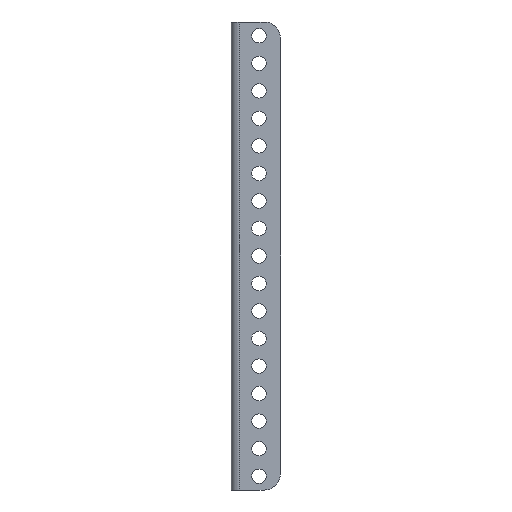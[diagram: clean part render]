
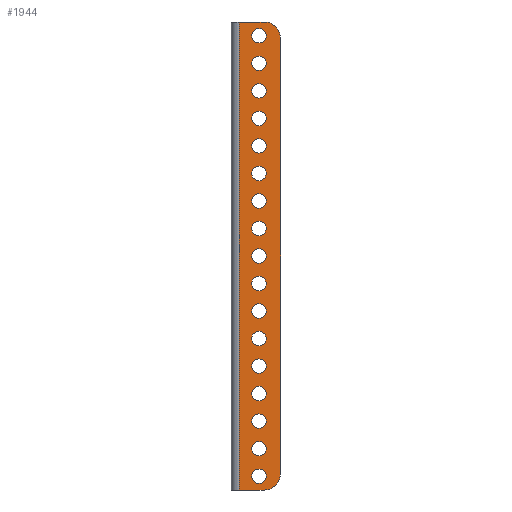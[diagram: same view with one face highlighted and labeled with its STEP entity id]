
A CAD part, left-side view. The second image highlights one B-rep face of the part: STEP entity #1944.
In plain terms, the highlighted planar face has unit normal (-1, 0, 0).
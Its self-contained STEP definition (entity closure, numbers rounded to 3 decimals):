
#176=FACE_BOUND('',#539,.T.);
#177=FACE_BOUND('',#540,.T.);
#178=FACE_BOUND('',#541,.T.);
#179=FACE_BOUND('',#542,.T.);
#180=FACE_BOUND('',#543,.T.);
#181=FACE_BOUND('',#544,.T.);
#182=FACE_BOUND('',#545,.T.);
#183=FACE_BOUND('',#546,.T.);
#184=FACE_BOUND('',#547,.T.);
#185=FACE_BOUND('',#548,.T.);
#186=FACE_BOUND('',#549,.T.);
#187=FACE_BOUND('',#550,.T.);
#188=FACE_BOUND('',#551,.T.);
#189=FACE_BOUND('',#552,.T.);
#190=FACE_BOUND('',#553,.T.);
#191=FACE_BOUND('',#554,.T.);
#192=FACE_BOUND('',#555,.T.);
#367=FACE_OUTER_BOUND('',#538,.T.);
#538=EDGE_LOOP('',(#1596,#1597,#1598,#1599,#1600,#1601));
#539=EDGE_LOOP('',(#1602));
#540=EDGE_LOOP('',(#1603));
#541=EDGE_LOOP('',(#1604));
#542=EDGE_LOOP('',(#1605));
#543=EDGE_LOOP('',(#1606));
#544=EDGE_LOOP('',(#1607));
#545=EDGE_LOOP('',(#1608));
#546=EDGE_LOOP('',(#1609));
#547=EDGE_LOOP('',(#1610));
#548=EDGE_LOOP('',(#1611));
#549=EDGE_LOOP('',(#1612));
#550=EDGE_LOOP('',(#1613));
#551=EDGE_LOOP('',(#1614));
#552=EDGE_LOOP('',(#1615));
#553=EDGE_LOOP('',(#1616));
#554=EDGE_LOOP('',(#1617));
#555=EDGE_LOOP('',(#1618));
#902=CIRCLE('',#2128,4.8);
#903=CIRCLE('',#2129,4.8);
#904=CIRCLE('',#2130,2.1);
#905=CIRCLE('',#2131,2.1);
#906=CIRCLE('',#2132,2.1);
#907=CIRCLE('',#2133,2.1);
#908=CIRCLE('',#2134,2.1);
#909=CIRCLE('',#2135,2.1);
#910=CIRCLE('',#2136,2.1);
#911=CIRCLE('',#2137,2.1);
#912=CIRCLE('',#2138,2.1);
#913=CIRCLE('',#2139,2.1);
#914=CIRCLE('',#2140,2.1);
#915=CIRCLE('',#2141,2.1);
#916=CIRCLE('',#2142,2.1);
#917=CIRCLE('',#2143,2.1);
#918=CIRCLE('',#2144,2.1);
#919=CIRCLE('',#2145,2.1);
#920=CIRCLE('',#2146,2.1);
#1015=LINE('',#2964,#1047);
#1021=LINE('',#2985,#1053);
#1030=LINE('',#3146,#1062);
#1031=LINE('',#3149,#1063);
#1047=VECTOR('',#2347,7.16);
#1053=VECTOR('',#2363,7.16);
#1062=VECTOR('',#2524,136.);
#1063=VECTOR('',#2527,126.4);
#1081=VERTEX_POINT('',#2961);
#1082=VERTEX_POINT('',#2963);
#1091=VERTEX_POINT('',#2982);
#1092=VERTEX_POINT('',#2984);
#1168=VERTEX_POINT('',#3144);
#1169=VERTEX_POINT('',#3147);
#1170=VERTEX_POINT('',#3150);
#1171=VERTEX_POINT('',#3152);
#1172=VERTEX_POINT('',#3154);
#1173=VERTEX_POINT('',#3156);
#1174=VERTEX_POINT('',#3158);
#1175=VERTEX_POINT('',#3160);
#1176=VERTEX_POINT('',#3162);
#1177=VERTEX_POINT('',#3164);
#1178=VERTEX_POINT('',#3166);
#1179=VERTEX_POINT('',#3168);
#1180=VERTEX_POINT('',#3170);
#1181=VERTEX_POINT('',#3172);
#1182=VERTEX_POINT('',#3174);
#1183=VERTEX_POINT('',#3176);
#1184=VERTEX_POINT('',#3178);
#1185=VERTEX_POINT('',#3180);
#1186=VERTEX_POINT('',#3182);
#1283=EDGE_CURVE('',#1082,#1081,#1015,.T.);
#1293=EDGE_CURVE('',#1091,#1092,#1021,.T.);
#1374=EDGE_CURVE('',#1168,#1092,#902,.T.);
#1375=EDGE_CURVE('',#1091,#1082,#1030,.T.);
#1376=EDGE_CURVE('',#1081,#1169,#903,.T.);
#1377=EDGE_CURVE('',#1169,#1168,#1031,.T.);
#1378=EDGE_CURVE('',#1170,#1170,#904,.T.);
#1379=EDGE_CURVE('',#1171,#1171,#905,.T.);
#1380=EDGE_CURVE('',#1172,#1172,#906,.T.);
#1381=EDGE_CURVE('',#1173,#1173,#907,.T.);
#1382=EDGE_CURVE('',#1174,#1174,#908,.T.);
#1383=EDGE_CURVE('',#1175,#1175,#909,.T.);
#1384=EDGE_CURVE('',#1176,#1176,#910,.T.);
#1385=EDGE_CURVE('',#1177,#1177,#911,.T.);
#1386=EDGE_CURVE('',#1178,#1178,#912,.T.);
#1387=EDGE_CURVE('',#1179,#1179,#913,.T.);
#1388=EDGE_CURVE('',#1180,#1180,#914,.T.);
#1389=EDGE_CURVE('',#1181,#1181,#915,.T.);
#1390=EDGE_CURVE('',#1182,#1182,#916,.T.);
#1391=EDGE_CURVE('',#1183,#1183,#917,.T.);
#1392=EDGE_CURVE('',#1184,#1184,#918,.T.);
#1393=EDGE_CURVE('',#1185,#1185,#919,.T.);
#1394=EDGE_CURVE('',#1186,#1186,#920,.T.);
#1596=ORIENTED_EDGE('',*,*,#1374,.T.);
#1597=ORIENTED_EDGE('',*,*,#1293,.F.);
#1598=ORIENTED_EDGE('',*,*,#1375,.T.);
#1599=ORIENTED_EDGE('',*,*,#1283,.T.);
#1600=ORIENTED_EDGE('',*,*,#1376,.T.);
#1601=ORIENTED_EDGE('',*,*,#1377,.T.);
#1602=ORIENTED_EDGE('',*,*,#1378,.F.);
#1603=ORIENTED_EDGE('',*,*,#1379,.F.);
#1604=ORIENTED_EDGE('',*,*,#1380,.F.);
#1605=ORIENTED_EDGE('',*,*,#1381,.F.);
#1606=ORIENTED_EDGE('',*,*,#1382,.F.);
#1607=ORIENTED_EDGE('',*,*,#1383,.F.);
#1608=ORIENTED_EDGE('',*,*,#1384,.F.);
#1609=ORIENTED_EDGE('',*,*,#1385,.F.);
#1610=ORIENTED_EDGE('',*,*,#1386,.F.);
#1611=ORIENTED_EDGE('',*,*,#1387,.F.);
#1612=ORIENTED_EDGE('',*,*,#1388,.F.);
#1613=ORIENTED_EDGE('',*,*,#1389,.F.);
#1614=ORIENTED_EDGE('',*,*,#1390,.F.);
#1615=ORIENTED_EDGE('',*,*,#1391,.F.);
#1616=ORIENTED_EDGE('',*,*,#1392,.F.);
#1617=ORIENTED_EDGE('',*,*,#1393,.F.);
#1618=ORIENTED_EDGE('',*,*,#1394,.F.);
#1934=PLANE('',#2127);
#1944=ADVANCED_FACE('',(#367,#176,#177,#178,#179,#180,#181,#182,#183,#184,
#185,#186,#187,#188,#189,#190,#191,#192),#1934,.T.);
#2127=AXIS2_PLACEMENT_3D('',#3143,#2520,#2521);
#2128=AXIS2_PLACEMENT_3D('',#3145,#2522,#2523);
#2129=AXIS2_PLACEMENT_3D('',#3148,#2525,#2526);
#2130=AXIS2_PLACEMENT_3D('',#3151,#2528,#2529);
#2131=AXIS2_PLACEMENT_3D('',#3153,#2530,#2531);
#2132=AXIS2_PLACEMENT_3D('',#3155,#2532,#2533);
#2133=AXIS2_PLACEMENT_3D('',#3157,#2534,#2535);
#2134=AXIS2_PLACEMENT_3D('',#3159,#2536,#2537);
#2135=AXIS2_PLACEMENT_3D('',#3161,#2538,#2539);
#2136=AXIS2_PLACEMENT_3D('',#3163,#2540,#2541);
#2137=AXIS2_PLACEMENT_3D('',#3165,#2542,#2543);
#2138=AXIS2_PLACEMENT_3D('',#3167,#2544,#2545);
#2139=AXIS2_PLACEMENT_3D('',#3169,#2546,#2547);
#2140=AXIS2_PLACEMENT_3D('',#3171,#2548,#2549);
#2141=AXIS2_PLACEMENT_3D('',#3173,#2550,#2551);
#2142=AXIS2_PLACEMENT_3D('',#3175,#2552,#2553);
#2143=AXIS2_PLACEMENT_3D('',#3177,#2554,#2555);
#2144=AXIS2_PLACEMENT_3D('',#3179,#2556,#2557);
#2145=AXIS2_PLACEMENT_3D('',#3181,#2558,#2559);
#2146=AXIS2_PLACEMENT_3D('',#3183,#2560,#2561);
#2347=DIRECTION('',(0.,-1.,0.));
#2363=DIRECTION('',(0.,-1.,0.));
#2520=DIRECTION('center_axis',(-1.,0.,0.));
#2521=DIRECTION('ref_axis',(0.,0.,1.));
#2522=DIRECTION('center_axis',(-1.,0.,0.));
#2523=DIRECTION('ref_axis',(0.,-1.,0.));
#2524=DIRECTION('',(0.,0.,-1.));
#2525=DIRECTION('center_axis',(-1.,0.,0.));
#2526=DIRECTION('ref_axis',(0.,0.,-1.));
#2527=DIRECTION('',(0.,0.,1.));
#2528=DIRECTION('center_axis',(-1.,0.,0.));
#2529=DIRECTION('ref_axis',(0.,-1.,0.));
#2530=DIRECTION('center_axis',(-1.,0.,0.));
#2531=DIRECTION('ref_axis',(0.,-1.,0.));
#2532=DIRECTION('center_axis',(-1.,0.,0.));
#2533=DIRECTION('ref_axis',(0.,-1.,0.));
#2534=DIRECTION('center_axis',(-1.,0.,0.));
#2535=DIRECTION('ref_axis',(0.,-1.,0.));
#2536=DIRECTION('center_axis',(-1.,0.,0.));
#2537=DIRECTION('ref_axis',(0.,-1.,0.));
#2538=DIRECTION('center_axis',(-1.,0.,0.));
#2539=DIRECTION('ref_axis',(0.,-1.,0.));
#2540=DIRECTION('center_axis',(-1.,0.,0.));
#2541=DIRECTION('ref_axis',(0.,-1.,0.));
#2542=DIRECTION('center_axis',(-1.,0.,0.));
#2543=DIRECTION('ref_axis',(0.,-1.,0.));
#2544=DIRECTION('center_axis',(-1.,0.,0.));
#2545=DIRECTION('ref_axis',(0.,-1.,0.));
#2546=DIRECTION('center_axis',(-1.,0.,0.));
#2547=DIRECTION('ref_axis',(0.,-1.,0.));
#2548=DIRECTION('center_axis',(-1.,0.,0.));
#2549=DIRECTION('ref_axis',(0.,-1.,0.));
#2550=DIRECTION('center_axis',(-1.,0.,0.));
#2551=DIRECTION('ref_axis',(0.,-1.,0.));
#2552=DIRECTION('center_axis',(-1.,0.,0.));
#2553=DIRECTION('ref_axis',(0.,-1.,0.));
#2554=DIRECTION('center_axis',(-1.,0.,0.));
#2555=DIRECTION('ref_axis',(0.,-1.,0.));
#2556=DIRECTION('center_axis',(-1.,0.,0.));
#2557=DIRECTION('ref_axis',(0.,-1.,0.));
#2558=DIRECTION('center_axis',(-1.,0.,0.));
#2559=DIRECTION('ref_axis',(0.,-1.,0.));
#2560=DIRECTION('center_axis',(-1.,0.,0.));
#2561=DIRECTION('ref_axis',(0.,-1.,0.));
#2961=CARTESIAN_POINT('',(-16.,-9.5,-68.));
#2963=CARTESIAN_POINT('',(-16.,-2.34,-68.));
#2964=CARTESIAN_POINT('',(-16.,-2.34,-68.));
#2982=CARTESIAN_POINT('',(-16.,-2.34,68.));
#2984=CARTESIAN_POINT('',(-16.,-9.5,68.));
#2985=CARTESIAN_POINT('',(-16.,-2.34,68.));
#3143=CARTESIAN_POINT('Origin',(-16.,0.,-68.));
#3144=CARTESIAN_POINT('',(-16.,-14.3,63.2));
#3145=CARTESIAN_POINT('Origin',(-16.,-9.5,63.2));
#3146=CARTESIAN_POINT('',(-16.,-2.34,68.));
#3147=CARTESIAN_POINT('',(-16.,-14.3,-63.2));
#3148=CARTESIAN_POINT('Origin',(-16.,-9.5,-63.2));
#3149=CARTESIAN_POINT('',(-16.,-14.3,-63.2));
#3150=CARTESIAN_POINT('',(-16.,-5.9,64.));
#3151=CARTESIAN_POINT('Origin',(-16.,-8.,64.));
#3152=CARTESIAN_POINT('',(-16.,-5.9,56.));
#3153=CARTESIAN_POINT('Origin',(-16.,-8.,56.));
#3154=CARTESIAN_POINT('',(-16.,-5.9,48.));
#3155=CARTESIAN_POINT('Origin',(-16.,-8.,48.));
#3156=CARTESIAN_POINT('',(-16.,-5.9,40.));
#3157=CARTESIAN_POINT('Origin',(-16.,-8.,40.));
#3158=CARTESIAN_POINT('',(-16.,-5.9,32.));
#3159=CARTESIAN_POINT('Origin',(-16.,-8.,32.));
#3160=CARTESIAN_POINT('',(-16.,-5.9,24.));
#3161=CARTESIAN_POINT('Origin',(-16.,-8.,24.));
#3162=CARTESIAN_POINT('',(-16.,-5.9,16.));
#3163=CARTESIAN_POINT('Origin',(-16.,-8.,16.));
#3164=CARTESIAN_POINT('',(-16.,-5.9,8.));
#3165=CARTESIAN_POINT('Origin',(-16.,-8.,8.));
#3166=CARTESIAN_POINT('',(-16.,-5.9,0.));
#3167=CARTESIAN_POINT('Origin',(-16.,-8.,0.));
#3168=CARTESIAN_POINT('',(-16.,-5.9,-8.));
#3169=CARTESIAN_POINT('Origin',(-16.,-8.,-8.));
#3170=CARTESIAN_POINT('',(-16.,-5.9,-16.));
#3171=CARTESIAN_POINT('Origin',(-16.,-8.,-16.));
#3172=CARTESIAN_POINT('',(-16.,-5.9,-24.));
#3173=CARTESIAN_POINT('Origin',(-16.,-8.,-24.));
#3174=CARTESIAN_POINT('',(-16.,-5.9,-32.));
#3175=CARTESIAN_POINT('Origin',(-16.,-8.,-32.));
#3176=CARTESIAN_POINT('',(-16.,-5.9,-40.));
#3177=CARTESIAN_POINT('Origin',(-16.,-8.,-40.));
#3178=CARTESIAN_POINT('',(-16.,-5.9,-48.));
#3179=CARTESIAN_POINT('Origin',(-16.,-8.,-48.));
#3180=CARTESIAN_POINT('',(-16.,-5.9,-56.));
#3181=CARTESIAN_POINT('Origin',(-16.,-8.,-56.));
#3182=CARTESIAN_POINT('',(-16.,-5.9,-64.));
#3183=CARTESIAN_POINT('Origin',(-16.,-8.,-64.));
